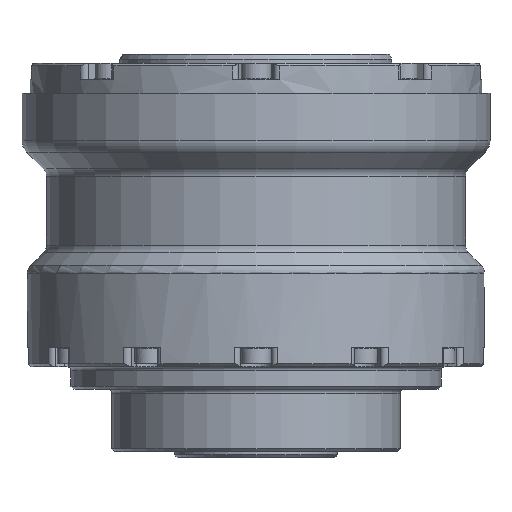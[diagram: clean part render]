
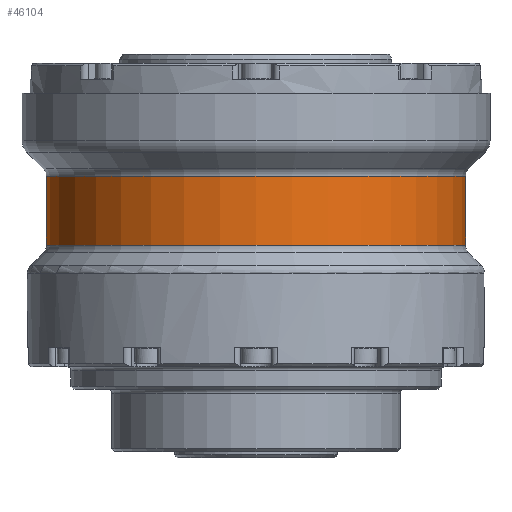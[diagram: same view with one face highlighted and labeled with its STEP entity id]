
A CAD part, front view. The second image highlights one B-rep face of the part: STEP entity #46104.
In plain terms, the highlighted cylindrical face has radius 38.5 mm (diameter 77 mm), a full revolution.
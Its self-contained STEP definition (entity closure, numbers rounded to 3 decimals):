
#2337 = DIRECTION ( 'NONE',  ( 1., 0., 0. ) ) ;
#4100 = CARTESIAN_POINT ( 'NONE',  ( 0., 0., 23.5 ) ) ;
#5198 = DIRECTION ( 'NONE',  ( 1., 0., 0. ) ) ;
#6035 = AXIS2_PLACEMENT_3D ( 'NONE', #4100, #26149, #15114 ) ;
#6811 = EDGE_LOOP ( 'NONE', ( #35513 ) ) ;
#6853 = FACE_OUTER_BOUND ( 'NONE', #6811, .T. ) ;
#8730 = CARTESIAN_POINT ( 'NONE',  ( 0., 0., -4.442 ) ) ;
#8841 = AXIS2_PLACEMENT_3D ( 'NONE', #8730, #23944, #5198 ) ;
#10087 = DIRECTION ( 'NONE',  ( 0., 0., -1. ) ) ;
#14866 = CYLINDRICAL_SURFACE ( 'NONE', #6035, 38.5 ) ;
#15114 = DIRECTION ( 'NONE',  ( 1., 0., 0. ) ) ;
#17164 = CIRCLE ( 'NONE', #41039, 38.5 ) ;
#19551 = EDGE_CURVE ( 'NONE', #22840, #22840, #38308, .T. ) ;
#19972 = CARTESIAN_POINT ( 'NONE',  ( 38.5, 0., 8.172 ) ) ;
#22840 = VERTEX_POINT ( 'NONE', #38824 ) ;
#23368 = EDGE_LOOP ( 'NONE', ( #43572 ) ) ;
#23944 = DIRECTION ( 'NONE',  ( 0., 0., 1. ) ) ;
#25095 = CARTESIAN_POINT ( 'NONE',  ( 0., 0., 8.172 ) ) ;
#26149 = DIRECTION ( 'NONE',  ( 0., 0., 1. ) ) ;
#28078 = EDGE_CURVE ( 'NONE', #34961, #34961, #17164, .T. ) ;
#34961 = VERTEX_POINT ( 'NONE', #19972 ) ;
#35513 = ORIENTED_EDGE ( 'NONE', *, *, #19551, .T. ) ;
#38308 = CIRCLE ( 'NONE', #8841, 38.5 ) ;
#38824 = CARTESIAN_POINT ( 'NONE',  ( 38.5, 0., -4.442 ) ) ;
#41039 = AXIS2_PLACEMENT_3D ( 'NONE', #25095, #10087, #2337 ) ;
#43572 = ORIENTED_EDGE ( 'NONE', *, *, #28078, .T. ) ;
#46104 = ADVANCED_FACE ( 'NONE', ( #6853, #48791 ), #14866, .T. ) ;
#48791 = FACE_OUTER_BOUND ( 'NONE', #23368, .T. ) ;
